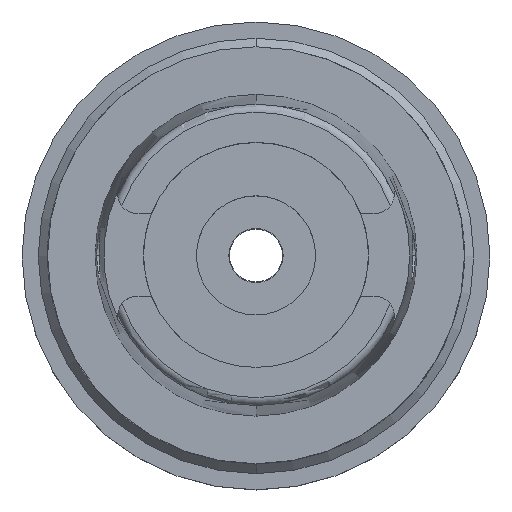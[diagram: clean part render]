
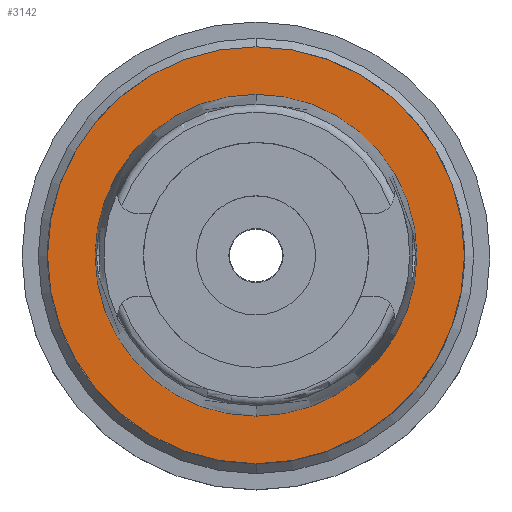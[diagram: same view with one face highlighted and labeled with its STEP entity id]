
A CAD part, top view. The second image highlights one B-rep face of the part: STEP entity #3142.
In plain terms, the highlighted planar face has unit normal (0, 0, 1).
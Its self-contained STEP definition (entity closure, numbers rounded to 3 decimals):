
#640=CARTESIAN_POINT('',(0.,0.,0.));
#641=DIRECTION('',(0.,0.,-1.));
#642=DIRECTION('',(0.,-1.,0.));
#643=AXIS2_PLACEMENT_3D('',#640,#641,#642);
#648=CARTESIAN_POINT('',(0.,0.,0.));
#649=DIRECTION('',(0.,0.,-1.));
#650=DIRECTION('',(0.,1.,0.));
#651=AXIS2_PLACEMENT_3D('',#648,#649,#650);
#656=CARTESIAN_POINT('',(0.,0.,0.));
#657=DIRECTION('',(0.,0.,1.));
#658=DIRECTION('',(0.,-1.,0.));
#659=AXIS2_PLACEMENT_3D('',#656,#657,#658);
#664=CARTESIAN_POINT('',(0.,0.,0.));
#665=DIRECTION('',(0.,0.,1.));
#666=DIRECTION('',(0.,1.,0.));
#667=AXIS2_PLACEMENT_3D('',#664,#665,#666);
#2456=CARTESIAN_POINT('',(0.,-24.315,0.));
#2457=VERTEX_POINT('',#2456);
#2458=CARTESIAN_POINT('',(0.,24.315,0.));
#2459=VERTEX_POINT('',#2458);
#2724=CARTESIAN_POINT('',(0.,31.5,0.));
#2725=VERTEX_POINT('',#2724);
#2726=CARTESIAN_POINT('',(0.,-31.5,0.));
#2727=VERTEX_POINT('',#2726);
#3127=CARTESIAN_POINT('',(0.,0.,0.));
#3128=DIRECTION('',(0.,0.,-1.));
#3129=DIRECTION('',(0.,-1.,0.));
#3130=AXIS2_PLACEMENT_3D('',#3127,#3128,#3129);
#3131=PLANE('',#3130);
#3133=ORIENTED_EDGE('',*,*,#3132,.T.);
#3135=ORIENTED_EDGE('',*,*,#3134,.T.);
#3136=EDGE_LOOP('',(#3133,#3135));
#3137=FACE_OUTER_BOUND('',#3136,.F.);
#3138=ORIENTED_EDGE('',*,*,#3100,.T.);
#3139=ORIENTED_EDGE('',*,*,#3061,.T.);
#3140=EDGE_LOOP('',(#3138,#3139));
#3141=FACE_BOUND('',#3140,.F.);
#644=CIRCLE('',#643,31.5);
#652=CIRCLE('',#651,31.5);
#660=CIRCLE('',#659,24.315);
#668=CIRCLE('',#667,24.315);
#3061=EDGE_CURVE('',#2459,#2457,#668,.T.);
#3100=EDGE_CURVE('',#2457,#2459,#660,.T.);
#3132=EDGE_CURVE('',#2727,#2725,#644,.T.);
#3134=EDGE_CURVE('',#2725,#2727,#652,.T.);
#3142=ADVANCED_FACE('',(#3137,#3141),#3131,.F.);
